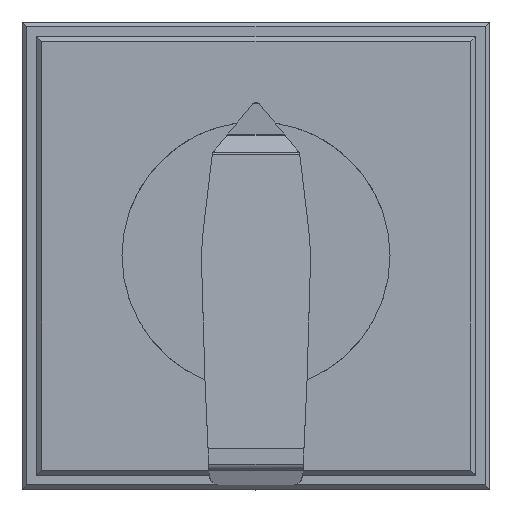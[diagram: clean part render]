
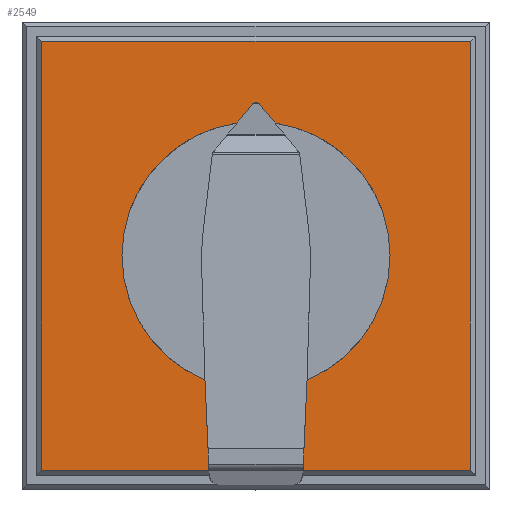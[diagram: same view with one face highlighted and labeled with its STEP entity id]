
A CAD part, top view. The second image highlights one B-rep face of the part: STEP entity #2549.
In plain terms, the highlighted planar face has unit normal (0, 0, 1).
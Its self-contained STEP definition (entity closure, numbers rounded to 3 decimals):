
#2486=CARTESIAN_POINT('',(-22.,-22.,52.5));
#2487=VERTEX_POINT('',#2486);
#2494=CARTESIAN_POINT('',(-22.,22.0,52.5));
#2495=VERTEX_POINT('',#2494);
#2496=CARTESIAN_POINT('',(-22.,-22.,52.5));
#2497=DIRECTION('',(0.0,1.0,0.0));
#2498=VECTOR('',#2497,44.);
#2499=LINE('',#2496,#2498);
#2500=EDGE_CURVE('',#2487,#2495,#2499,.T.);
#2519=CARTESIAN_POINT('',(0.,0.0,52.5));
#2520=DIRECTION('',(0.0,0.0,1.0));
#2521=DIRECTION('',(1.0,0.0,0.0));
#2522=AXIS2_PLACEMENT_3D('',#2519,#2520,#2521);
#2523=PLANE('',#2522);
#2524=ORIENTED_EDGE('',*,*,#2500,.F.);
#2525=CARTESIAN_POINT('',(22.,-22.,52.5));
#2526=VERTEX_POINT('',#2525);
#2527=CARTESIAN_POINT('',(22.,-22.,52.5));
#2528=DIRECTION('',(-1.0,0.0,0.0));
#2529=VECTOR('',#2528,44.);
#2530=LINE('',#2527,#2529);
#2531=EDGE_CURVE('',#2526,#2487,#2530,.T.);
#2532=ORIENTED_EDGE('',*,*,#2531,.F.);
#2533=CARTESIAN_POINT('',(22.,22.0,52.5));
#2534=VERTEX_POINT('',#2533);
#2535=CARTESIAN_POINT('',(22.,22.0,52.5));
#2536=DIRECTION('',(0.0,-1.0,0.0));
#2537=VECTOR('',#2536,44.);
#2538=LINE('',#2535,#2537);
#2539=EDGE_CURVE('',#2534,#2526,#2538,.T.);
#2540=ORIENTED_EDGE('',*,*,#2539,.F.);
#2541=CARTESIAN_POINT('',(-22.,22.0,52.5));
#2542=DIRECTION('',(1.0,0.0,0.0));
#2543=VECTOR('',#2542,44.);
#2544=LINE('',#2541,#2543);
#2545=EDGE_CURVE('',#2495,#2534,#2544,.T.);
#2546=ORIENTED_EDGE('',*,*,#2545,.F.);
#2547=EDGE_LOOP('',(#2524,#2532,#2540,#2546));
#2548=FACE_OUTER_BOUND('',#2547,.T.);
#2549=ADVANCED_FACE('',(#2548),#2523,.T.);
